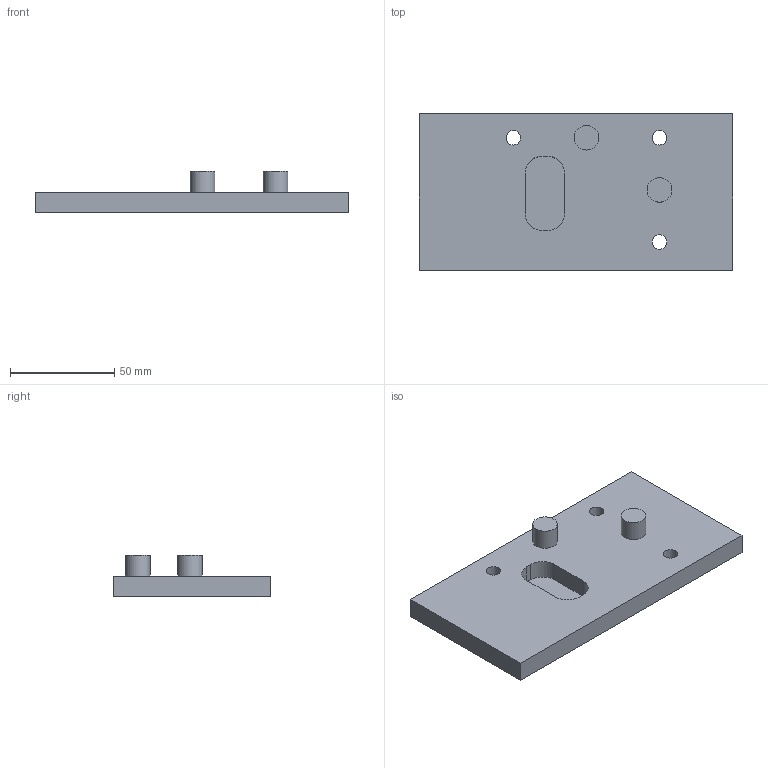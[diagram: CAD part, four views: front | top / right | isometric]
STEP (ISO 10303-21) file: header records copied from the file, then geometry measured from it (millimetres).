
FILE_DESCRIPTION(('FreeCAD Model'),'2;1');
FILE_NAME('reaming_base_milled.step','2018-02-28T13:52:09',('Author'), (''),'Open CASCADE STEP processor 6.9','FreeCAD','Unknown');
FILE_SCHEMA(('AUTOMOTIVE_DESIGN { 1 0 10303 214 1 1 1 1 }'));
Length unit declared in the file: millimetre
Products named in the file (1): Fillet001
Bounding box: 150 x 75 x 20 mm (x, y, z)
Volume: 108027.7 mm3; surface area: 29023.6 mm2
Topology: 1 solids, 1 shells, 22 faces, 51 edges, 34 vertices
Faces by surface type: plane 13, cylinder 9
Full cylindrical faces by diameter (mm): 7 x3, 11.8 x2
Entity records: 1354 total; most frequent: CARTESIAN_POINT 266, DIRECTION 206, LINE 115, VECTOR 115, ORIENTED_EDGE 102, PCURVE 102, DEFINITIONAL_REPRESENTATION 102, EDGE_CURVE 51
